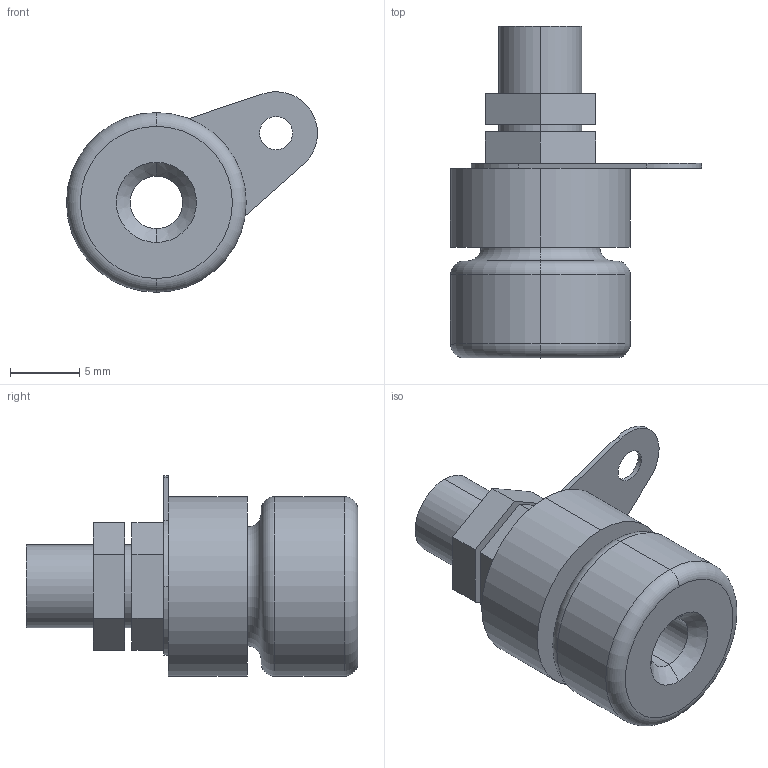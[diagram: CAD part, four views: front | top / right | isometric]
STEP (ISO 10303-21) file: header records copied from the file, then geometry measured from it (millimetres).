
FILE_DESCRIPTION (( 'STEP AP203' ), '1' );
FILE_NAME ('Banana_connector_jack_plug_6mm.STEP', '2011-10-25T12:35:58', ( '' ), ( '' ), 'SwSTEP 2.0', 'SolidWorks 2009', '' );
FILE_SCHEMA (( 'CONFIG_CONTROL_DESIGN' ));
Length unit declared in the file: millimetre
Products named in the file (5): hex_nut-banana_plug; conn_cam-banana_plug; Banana_plug; Banana_connector_jack_plug_6mm; Banana_jack_plug
Assembly tree (5 placements, depth 2):
  Banana_connector_jack_plug_6mm
    hex_nut-banana_plug  x2
    Banana_plug
    conn_cam-banana_plug
    Banana_jack_plug
Bounding box: 18.16 x 24 x 14.51 mm (x, y, z)
Volume: 1842.1 mm3; surface area: 2200.9 mm2
Topology: 5 solids, 5 shells, 59 faces, 131 edges, 84 vertices
Faces by surface type: plane 26, cylinder 23, torus 8, cone 2
Entity records: 1936 total; most frequent: DIRECTION 281, CARTESIAN_POINT 232, ORIENTED_EDGE 214, AXIS2_PLACEMENT_3D 117, EDGE_CURVE 107, VERTEX_POINT 68, EDGE_LOOP 61, CIRCLE 60
